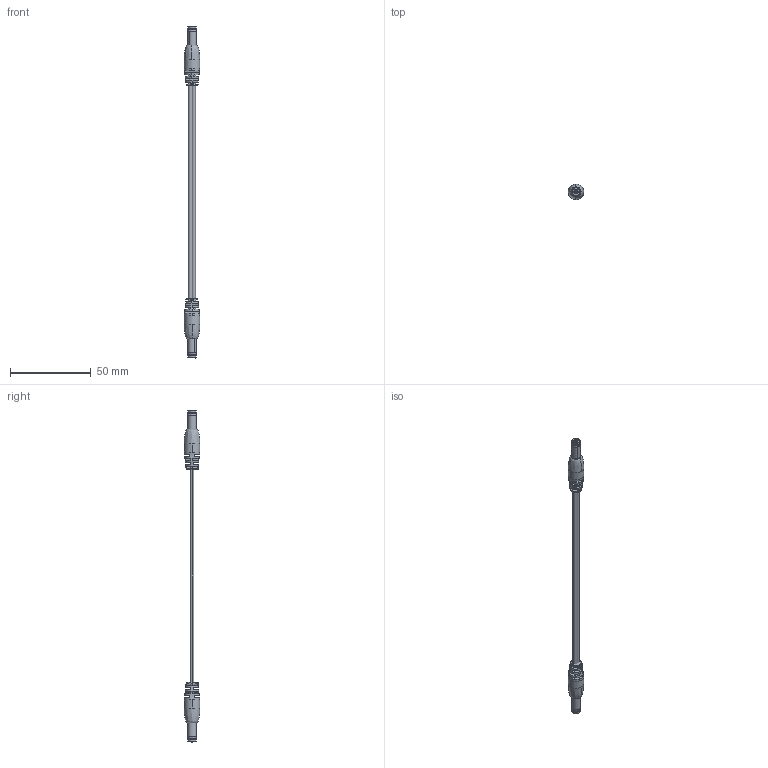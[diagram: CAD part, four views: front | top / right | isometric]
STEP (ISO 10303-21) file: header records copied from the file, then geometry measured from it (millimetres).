
FILE_DESCRIPTION (( 'STEP AP203' ), '1' );
FILE_NAME ('10-02542.STEP', '2023-07-20T23:22:35', ( '' ), ( '' ), 'SwSTEP 2.0', 'SolidWorks 2021', '' );
FILE_SCHEMA (( 'CONFIG_CONTROL_DESIGN' ));
Length unit declared in the file: millimetre
Products named in the file (7): 10-02542; 50-00024; 24-00003; 50-00024 contact; 30-00395_blunt cut; 50-00024 insulator; 50-00024 shell
Assembly tree (8 placements, depth 3):
  10-02542
    30-00395_blunt cut
    24-00003  x2
    50-00024  x2
      50-00024 contact
      50-00024 insulator
      50-00024 shell
Bounding box: 9.6 x 9.6 x 205.36 mm (x, y, z)
Volume: 4325.3 mm3; surface area: 19521.4 mm2
Topology: 98 solids, 98 shells, 1138 faces, 2683 edges, 1764 vertices
Faces by surface type: cylinder 486, plane 374, bspline 178, cone 52, torus 48
Entity records: 27992 total; most frequent: CARTESIAN_POINT 7698, DIRECTION 4192, ORIENTED_EDGE 3844, EDGE_CURVE 1922, AXIS2_PLACEMENT_3D 1765, VERTEX_POINT 1269, EDGE_LOOP 1039, CIRCLE 987
